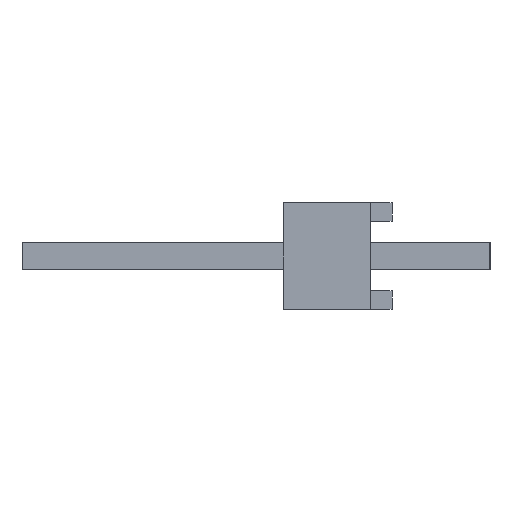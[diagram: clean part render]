
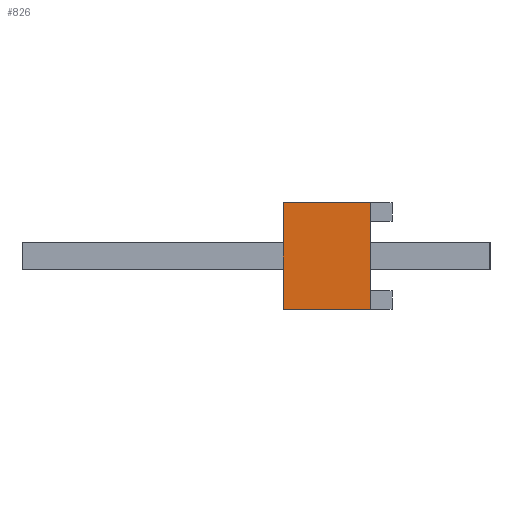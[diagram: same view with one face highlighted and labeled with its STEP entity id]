
A CAD part, left-side view. The second image highlights one B-rep face of the part: STEP entity #826.
In plain terms, the highlighted planar face has unit normal (-1, 0, 0).
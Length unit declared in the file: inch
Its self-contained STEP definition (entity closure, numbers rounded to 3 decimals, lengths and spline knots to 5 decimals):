
#493 = VECTOR ( 'NONE', #1995, 39.37008 ) ;
#665 = DIRECTION ( 'NONE',  ( 0., 0., -1. ) ) ;
#706 = AXIS2_PLACEMENT_3D ( 'NONE', #1959, #8324, #10107 ) ;
#826 = ADVANCED_FACE ( 'NONE', ( #5788 ), #7410, .F. ) ;
#844 = EDGE_CURVE ( 'NONE', #9208, #8864, #4348, .T. ) ;
#1398 = CARTESIAN_POINT ( 'NONE',  ( -0.45, 0.1, 0.049 ) ) ;
#1959 = CARTESIAN_POINT ( 'NONE',  ( -0.45, 0.1, -0.049 ) ) ;
#1995 = DIRECTION ( 'NONE',  ( 0., 0., 1. ) ) ;
#2122 = LINE ( 'NONE', #7954, #9112 ) ;
#2362 = CARTESIAN_POINT ( 'NONE',  ( -0.45, 0.1, -0.049 ) ) ;
#2672 = VERTEX_POINT ( 'NONE', #6235 ) ;
#2979 = ORIENTED_EDGE ( 'NONE', *, *, #3450, .F. ) ;
#3450 = EDGE_CURVE ( 'NONE', #8864, #2672, #4403, .T. ) ;
#3671 = CARTESIAN_POINT ( 'NONE',  ( -0.45, 0.1, -0.049 ) ) ;
#3753 = VECTOR ( 'NONE', #4115, 39.37008 ) ;
#4115 = DIRECTION ( 'NONE',  ( 0., -1., 0. ) ) ;
#4348 = LINE ( 'NONE', #3671, #493 ) ;
#4403 = LINE ( 'NONE', #1398, #6125 ) ;
#5258 = EDGE_CURVE ( 'NONE', #2672, #6699, #2122, .T. ) ;
#5788 = FACE_OUTER_BOUND ( 'NONE', #9670, .T. ) ;
#5993 = CARTESIAN_POINT ( 'NONE',  ( -0.45, 0.02, -0.049 ) ) ;
#6125 = VECTOR ( 'NONE', #7696, 39.37008 ) ;
#6235 = CARTESIAN_POINT ( 'NONE',  ( -0.45, 0.02, 0.049 ) ) ;
#6699 = VERTEX_POINT ( 'NONE', #5993 ) ;
#7410 = PLANE ( 'NONE',  #706 ) ;
#7656 = EDGE_CURVE ( 'NONE', #9208, #6699, #8314, .T. ) ;
#7696 = DIRECTION ( 'NONE',  ( 0., -1., 0. ) ) ;
#7791 = ORIENTED_EDGE ( 'NONE', *, *, #5258, .F. ) ;
#7954 = CARTESIAN_POINT ( 'NONE',  ( -0.45, 0.02, -0.049 ) ) ;
#8314 = LINE ( 'NONE', #8623, #3753 ) ;
#8324 = DIRECTION ( 'NONE',  ( 1., 0., 0. ) ) ;
#8623 = CARTESIAN_POINT ( 'NONE',  ( -0.45, 0.1, -0.049 ) ) ;
#8864 = VERTEX_POINT ( 'NONE', #10926 ) ;
#9112 = VECTOR ( 'NONE', #665, 39.37008 ) ;
#9208 = VERTEX_POINT ( 'NONE', #2362 ) ;
#9457 = ORIENTED_EDGE ( 'NONE', *, *, #7656, .T. ) ;
#9670 = EDGE_LOOP ( 'NONE', ( #7791, #2979, #9897, #9457 ) ) ;
#9897 = ORIENTED_EDGE ( 'NONE', *, *, #844, .F. ) ;
#10107 = DIRECTION ( 'NONE',  ( 0., 0., -1. ) ) ;
#10926 = CARTESIAN_POINT ( 'NONE',  ( -0.45, 0.1, 0.049 ) ) ;
